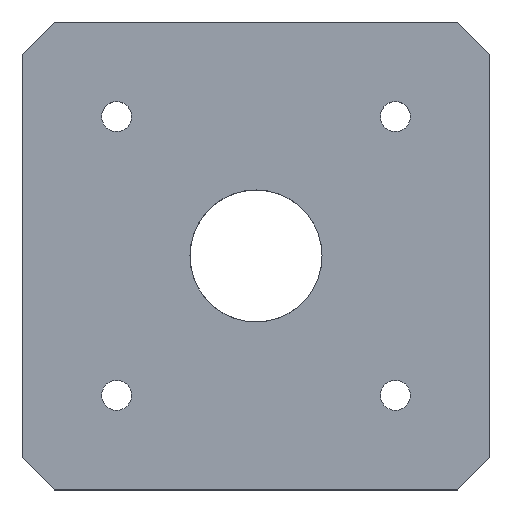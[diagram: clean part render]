
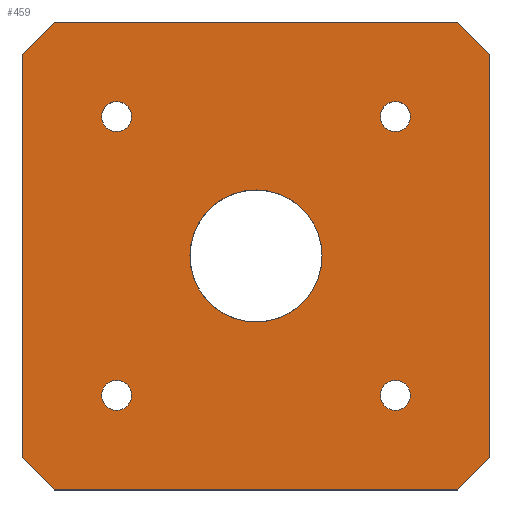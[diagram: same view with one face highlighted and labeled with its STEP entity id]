
A CAD part, top view. The second image highlights one B-rep face of the part: STEP entity #459.
In plain terms, the highlighted planar face has unit normal (0, 0, 1).
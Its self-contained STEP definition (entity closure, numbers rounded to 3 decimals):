
#19=FACE_BOUND('',#94,.T.);
#20=FACE_BOUND('',#95,.T.);
#21=FACE_BOUND('',#96,.T.);
#22=FACE_BOUND('',#97,.T.);
#23=FACE_BOUND('',#98,.T.);
#27=CIRCLE('',#489,2.05);
#29=CIRCLE('',#492,2.05);
#31=CIRCLE('',#495,2.05);
#33=CIRCLE('',#498,2.05);
#39=CIRCLE('',#518,9.);
#67=FACE_OUTER_BOUND('',#93,.T.);
#93=EDGE_LOOP('',(#400,#401,#402,#403,#404,#405,#406,#407));
#94=EDGE_LOOP('',(#408));
#95=EDGE_LOOP('',(#409));
#96=EDGE_LOOP('',(#410));
#97=EDGE_LOOP('',(#411));
#98=EDGE_LOOP('',(#412));
#131=LINE('',#737,#178);
#134=LINE('',#743,#181);
#136=LINE('',#747,#183);
#138=LINE('',#752,#185);
#141=LINE('',#757,#188);
#143=LINE('',#761,#190);
#145=LINE('',#764,#192);
#146=LINE('',#766,#193);
#178=VECTOR('',#603,10.);
#181=VECTOR('',#610,10.);
#183=VECTOR('',#614,10.);
#185=VECTOR('',#618,10.);
#188=VECTOR('',#623,10.);
#190=VECTOR('',#627,10.);
#192=VECTOR('',#631,10.);
#193=VECTOR('',#634,10.);
#204=VERTEX_POINT('',#670);
#206=VERTEX_POINT('',#676);
#208=VERTEX_POINT('',#682);
#210=VERTEX_POINT('',#688);
#227=VERTEX_POINT('',#734);
#228=VERTEX_POINT('',#736);
#229=VERTEX_POINT('',#742);
#230=VERTEX_POINT('',#746);
#231=VERTEX_POINT('',#750);
#232=VERTEX_POINT('',#751);
#233=VERTEX_POINT('',#756);
#234=VERTEX_POINT('',#760);
#235=VERTEX_POINT('',#768);
#247=EDGE_CURVE('',#204,#204,#27,.T.);
#250=EDGE_CURVE('',#206,#206,#29,.T.);
#253=EDGE_CURVE('',#208,#208,#31,.T.);
#256=EDGE_CURVE('',#210,#210,#33,.T.);
#280=EDGE_CURVE('',#228,#227,#131,.T.);
#283=EDGE_CURVE('',#229,#228,#134,.T.);
#285=EDGE_CURVE('',#227,#230,#136,.T.);
#287=EDGE_CURVE('',#231,#232,#138,.T.);
#290=EDGE_CURVE('',#232,#233,#141,.T.);
#292=EDGE_CURVE('',#233,#234,#143,.T.);
#294=EDGE_CURVE('',#234,#229,#145,.T.);
#295=EDGE_CURVE('',#230,#231,#146,.T.);
#296=EDGE_CURVE('',#235,#235,#39,.T.);
#400=ORIENTED_EDGE('',*,*,#280,.T.);
#401=ORIENTED_EDGE('',*,*,#285,.T.);
#402=ORIENTED_EDGE('',*,*,#295,.T.);
#403=ORIENTED_EDGE('',*,*,#287,.T.);
#404=ORIENTED_EDGE('',*,*,#290,.T.);
#405=ORIENTED_EDGE('',*,*,#292,.T.);
#406=ORIENTED_EDGE('',*,*,#294,.T.);
#407=ORIENTED_EDGE('',*,*,#283,.T.);
#408=ORIENTED_EDGE('',*,*,#247,.T.);
#409=ORIENTED_EDGE('',*,*,#250,.T.);
#410=ORIENTED_EDGE('',*,*,#253,.T.);
#411=ORIENTED_EDGE('',*,*,#256,.T.);
#412=ORIENTED_EDGE('',*,*,#296,.T.);
#438=PLANE('',#517);
#459=ADVANCED_FACE('',(#67,#19,#20,#21,#22,#23),#438,.T.);
#489=AXIS2_PLACEMENT_3D('',#672,#542,#543);
#492=AXIS2_PLACEMENT_3D('',#678,#549,#550);
#495=AXIS2_PLACEMENT_3D('',#684,#556,#557);
#498=AXIS2_PLACEMENT_3D('',#690,#563,#564);
#517=AXIS2_PLACEMENT_3D('',#767,#635,#636);
#518=AXIS2_PLACEMENT_3D('',#769,#637,#638);
#542=DIRECTION('center_axis',(0.,0.,-1.));
#543=DIRECTION('ref_axis',(-1.,0.,0.));
#549=DIRECTION('center_axis',(0.,0.,-1.));
#550=DIRECTION('ref_axis',(-1.,0.,0.));
#556=DIRECTION('center_axis',(0.,0.,-1.));
#557=DIRECTION('ref_axis',(-1.,0.,0.));
#563=DIRECTION('center_axis',(0.,0.,-1.));
#564=DIRECTION('ref_axis',(-1.,0.,0.));
#603=DIRECTION('',(0.,1.,0.));
#610=DIRECTION('',(0.707,0.707,0.));
#614=DIRECTION('',(-0.707,0.707,0.));
#618=DIRECTION('',(-0.707,-0.707,0.));
#623=DIRECTION('',(0.,-1.,0.));
#627=DIRECTION('',(0.707,-0.707,0.));
#631=DIRECTION('',(1.,0.,0.));
#634=DIRECTION('',(-1.,0.,0.));
#635=DIRECTION('center_axis',(0.,0.,1.));
#636=DIRECTION('ref_axis',(1.,0.,0.));
#637=DIRECTION('center_axis',(0.,0.,-1.));
#638=DIRECTION('ref_axis',(-1.,0.,0.));
#670=CARTESIAN_POINT('',(21.05,-19.,15.));
#672=CARTESIAN_POINT('Origin',(19.,-19.,15.));
#676=CARTESIAN_POINT('',(-16.95,19.,15.));
#678=CARTESIAN_POINT('Origin',(-19.,19.,15.));
#682=CARTESIAN_POINT('',(21.05,19.,15.));
#684=CARTESIAN_POINT('Origin',(19.,19.,15.));
#688=CARTESIAN_POINT('',(-16.95,-19.,15.));
#690=CARTESIAN_POINT('Origin',(-19.,-19.,15.));
#734=CARTESIAN_POINT('',(31.884,27.473,15.));
#736=CARTESIAN_POINT('',(31.884,-27.473,15.));
#737=CARTESIAN_POINT('',(31.884,-27.473,15.));
#742=CARTESIAN_POINT('',(27.472,-31.884,15.));
#743=CARTESIAN_POINT('',(27.472,-31.884,15.));
#746=CARTESIAN_POINT('',(27.472,31.884,15.));
#747=CARTESIAN_POINT('',(31.884,27.473,15.));
#750=CARTESIAN_POINT('',(-27.472,31.884,15.));
#751=CARTESIAN_POINT('',(-31.884,27.472,15.));
#752=CARTESIAN_POINT('',(-27.472,31.884,15.));
#756=CARTESIAN_POINT('',(-31.884,-27.472,15.));
#757=CARTESIAN_POINT('',(-31.884,27.472,15.));
#760=CARTESIAN_POINT('',(-27.472,-31.884,15.));
#761=CARTESIAN_POINT('',(-31.884,-27.472,15.));
#764=CARTESIAN_POINT('',(-27.472,-31.884,15.));
#766=CARTESIAN_POINT('',(27.472,31.884,15.));
#767=CARTESIAN_POINT('Origin',(17.678,-17.678,15.));
#768=CARTESIAN_POINT('',(9.,0.,15.));
#769=CARTESIAN_POINT('Origin',(0.,0.,15.));
